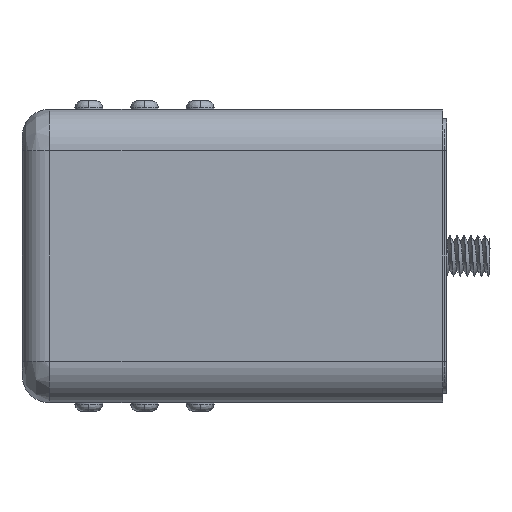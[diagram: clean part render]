
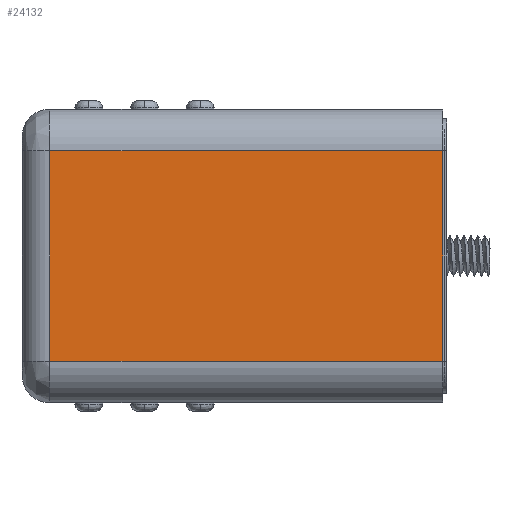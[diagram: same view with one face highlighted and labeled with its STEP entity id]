
A CAD part, left-side view. The second image highlights one B-rep face of the part: STEP entity #24132.
In plain terms, the highlighted planar face has unit normal (-1, 0, 0).
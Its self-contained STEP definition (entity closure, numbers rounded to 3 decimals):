
#953 = VERTEX_POINT ( 'NONE', #32436 ) ;
#961 = EDGE_LOOP ( 'NONE', ( #29279, #23518, #28868, #28611 ) ) ;
#1546 = DIRECTION ( 'NONE',  ( 0., 0., -1. ) ) ;
#2039 = LINE ( 'NONE', #9729, #15513 ) ;
#2791 = LINE ( 'NONE', #25236, #30548 ) ;
#3422 = VECTOR ( 'NONE', #18870, 1000. ) ;
#4523 = CARTESIAN_POINT ( 'NONE',  ( -14.15, 26.7, 7.55 ) ) ;
#4833 = VECTOR ( 'NONE', #18200, 1000. ) ;
#5656 = LINE ( 'NONE', #23565, #4833 ) ;
#8162 = PLANE ( 'NONE',  #23804 ) ;
#9729 = CARTESIAN_POINT ( 'NONE',  ( -14.15, -1.5, 7.55 ) ) ;
#9941 = EDGE_CURVE ( 'NONE', #14819, #26650, #2039, .T. ) ;
#9971 = VERTEX_POINT ( 'NONE', #4523 ) ;
#10856 = DIRECTION ( 'NONE',  ( 0., 0., -1. ) ) ;
#12554 = EDGE_CURVE ( 'NONE', #26650, #953, #2791, .T. ) ;
#14819 = VERTEX_POINT ( 'NONE', #34141 ) ;
#15513 = VECTOR ( 'NONE', #1546, 1000. ) ;
#15961 = EDGE_CURVE ( 'NONE', #9971, #14819, #24795, .T. ) ;
#18200 = DIRECTION ( 'NONE',  ( 0., 0., 1. ) ) ;
#18870 = DIRECTION ( 'NONE',  ( 0., -1., 0. ) ) ;
#20001 = DIRECTION ( 'NONE',  ( 0., 1., 0. ) ) ;
#20006 = CARTESIAN_POINT ( 'NONE',  ( -14.15, -1.5, -7.55 ) ) ;
#21962 = EDGE_CURVE ( 'NONE', #953, #9971, #5656, .T. ) ;
#23518 = ORIENTED_EDGE ( 'NONE', *, *, #12554, .F. ) ;
#23565 = CARTESIAN_POINT ( 'NONE',  ( -14.15, 26.7, -10.55 ) ) ;
#23804 = AXIS2_PLACEMENT_3D ( 'NONE', #34976, #26874, #10856 ) ;
#24132 = ADVANCED_FACE ( 'NONE', ( #27825 ), #8162, .F. ) ;
#24795 = LINE ( 'NONE', #32335, #3422 ) ;
#25236 = CARTESIAN_POINT ( 'NONE',  ( -14.15, 28.7, -7.55 ) ) ;
#26650 = VERTEX_POINT ( 'NONE', #20006 ) ;
#26874 = DIRECTION ( 'NONE',  ( 1., 0., 0. ) ) ;
#27825 = FACE_OUTER_BOUND ( 'NONE', #961, .T. ) ;
#28611 = ORIENTED_EDGE ( 'NONE', *, *, #15961, .F. ) ;
#28868 = ORIENTED_EDGE ( 'NONE', *, *, #9941, .F. ) ;
#29279 = ORIENTED_EDGE ( 'NONE', *, *, #21962, .F. ) ;
#30548 = VECTOR ( 'NONE', #20001, 1000. ) ;
#32335 = CARTESIAN_POINT ( 'NONE',  ( -14.15, 28.7, 7.55 ) ) ;
#32436 = CARTESIAN_POINT ( 'NONE',  ( -14.15, 26.7, -7.55 ) ) ;
#34141 = CARTESIAN_POINT ( 'NONE',  ( -14.15, -1.5, 7.55 ) ) ;
#34976 = CARTESIAN_POINT ( 'NONE',  ( -14.15, 28.7, -10.55 ) ) ;
